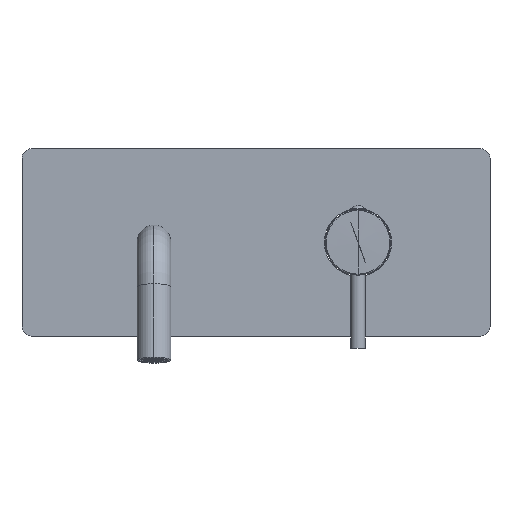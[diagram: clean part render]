
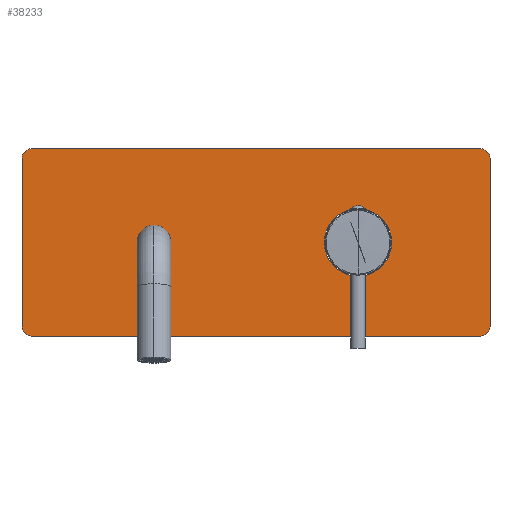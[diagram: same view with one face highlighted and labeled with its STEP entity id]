
A CAD part, top view. The second image highlights one B-rep face of the part: STEP entity #38233.
In plain terms, the highlighted planar face has unit normal (0, 0, 1).
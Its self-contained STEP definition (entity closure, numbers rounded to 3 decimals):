
#27886=CARTESIAN_POINT('',(65.5,45.,50.));
#27887=DIRECTION('',(0.,0.,1.));
#27888=DIRECTION('',(1.,0.,0.));
#27889=AXIS2_PLACEMENT_3D('',#27886,#27887,#27888);
#27891=DIRECTION('',(0.,1.,0.));
#27892=VECTOR('',#27891,90.);
#27893=CARTESIAN_POINT('',(70.5,-45.,50.));
#27894=LINE('',#27893,#27892);
#27895=CARTESIAN_POINT('',(65.5,-45.,50.));
#27896=DIRECTION('',(0.,0.,1.));
#27897=DIRECTION('',(0.,-1.,0.));
#27898=AXIS2_PLACEMENT_3D('',#27895,#27896,#27897);
#27900=DIRECTION('',(1.,0.,0.));
#27901=VECTOR('',#27900,240.);
#27902=CARTESIAN_POINT('',(-174.5,-50.,50.));
#27903=LINE('',#27902,#27901);
#27904=CARTESIAN_POINT('',(-174.5,-45.,50.));
#27905=DIRECTION('',(0.,0.,1.));
#27906=DIRECTION('',(-1.,0.,0.));
#27907=AXIS2_PLACEMENT_3D('',#27904,#27905,#27906);
#27909=DIRECTION('',(0.,-1.,0.));
#27910=VECTOR('',#27909,90.);
#27911=CARTESIAN_POINT('',(-179.5,45.,50.));
#27912=LINE('',#27911,#27910);
#27913=CARTESIAN_POINT('',(-174.5,45.,50.));
#27914=DIRECTION('',(0.,0.,1.));
#27915=DIRECTION('',(0.,1.,0.));
#27916=AXIS2_PLACEMENT_3D('',#27913,#27914,#27915);
#27918=DIRECTION('',(-1.,0.,0.));
#27919=VECTOR('',#27918,240.);
#27920=CARTESIAN_POINT('',(65.5,50.,50.));
#27921=LINE('',#27920,#27919);
#27922=CARTESIAN_POINT('',(0.,0.,50.));
#27923=DIRECTION('',(0.,0.,-1.));
#27924=DIRECTION('',(1.,0.,0.));
#27925=AXIS2_PLACEMENT_3D('',#27922,#27923,#27924);
#27927=CARTESIAN_POINT('',(0.,0.,50.));
#27928=DIRECTION('',(0.,0.,-1.));
#27929=DIRECTION('',(-1.,0.,0.));
#27930=AXIS2_PLACEMENT_3D('',#27927,#27928,#27929);
#27932=CARTESIAN_POINT('',(-109.,0.,50.));
#27933=DIRECTION('',(0.,0.,1.));
#27934=DIRECTION('',(0.,-1.,0.));
#27935=AXIS2_PLACEMENT_3D('',#27932,#27933,#27934);
#27937=CARTESIAN_POINT('',(-109.,0.,50.));
#27938=DIRECTION('',(0.,0.,1.));
#27939=DIRECTION('',(0.,1.,0.));
#27940=AXIS2_PLACEMENT_3D('',#27937,#27938,#27939);
#36261=CARTESIAN_POINT('',(18.,0.,50.));
#36262=CARTESIAN_POINT('',(-18.,0.,50.));
#36263=VERTEX_POINT('',#36261);
#36264=VERTEX_POINT('',#36262);
#36269=CARTESIAN_POINT('',(70.5,45.,50.));
#36270=VERTEX_POINT('',#36269);
#36271=CARTESIAN_POINT('',(65.5,50.,50.));
#36272=VERTEX_POINT('',#36271);
#36277=CARTESIAN_POINT('',(-174.5,50.,50.));
#36278=VERTEX_POINT('',#36277);
#36279=CARTESIAN_POINT('',(-179.5,45.,50.));
#36280=VERTEX_POINT('',#36279);
#36285=CARTESIAN_POINT('',(-179.5,-45.,50.));
#36286=VERTEX_POINT('',#36285);
#36287=CARTESIAN_POINT('',(-174.5,-50.,50.));
#36288=VERTEX_POINT('',#36287);
#36293=CARTESIAN_POINT('',(65.5,-50.,50.));
#36294=VERTEX_POINT('',#36293);
#36295=CARTESIAN_POINT('',(70.5,-45.,50.));
#36296=VERTEX_POINT('',#36295);
#36361=CARTESIAN_POINT('',(-109.,-9.,50.));
#36362=CARTESIAN_POINT('',(-109.,9.,50.));
#36363=VERTEX_POINT('',#36361);
#36364=VERTEX_POINT('',#36362);
#38199=CARTESIAN_POINT('',(0.,0.,50.));
#38200=DIRECTION('',(0.,0.,1.));
#38201=DIRECTION('',(1.,0.,0.));
#38202=AXIS2_PLACEMENT_3D('',#38199,#38200,#38201);
#38203=PLANE('',#38202);
#38205=ORIENTED_EDGE('',*,*,#38204,.F.);
#38207=ORIENTED_EDGE('',*,*,#38206,.F.);
#38209=ORIENTED_EDGE('',*,*,#38208,.F.);
#38211=ORIENTED_EDGE('',*,*,#38210,.F.);
#38213=ORIENTED_EDGE('',*,*,#38212,.F.);
#38215=ORIENTED_EDGE('',*,*,#38214,.F.);
#38217=ORIENTED_EDGE('',*,*,#38216,.F.);
#38219=ORIENTED_EDGE('',*,*,#38218,.F.);
#38220=EDGE_LOOP('',(#38205,#38207,#38209,#38211,#38213,#38215,#38217,#38219));
#38221=FACE_OUTER_BOUND('',#38220,.F.);
#38223=ORIENTED_EDGE('',*,*,#38222,.F.);
#38225=ORIENTED_EDGE('',*,*,#38224,.F.);
#38226=EDGE_LOOP('',(#38223,#38225));
#38227=FACE_BOUND('',#38226,.F.);
#38229=ORIENTED_EDGE('',*,*,#38228,.T.);
#38230=ORIENTED_EDGE('',*,*,#38176,.T.);
#38231=EDGE_LOOP('',(#38229,#38230));
#38232=FACE_BOUND('',#38231,.F.);
#38233=ADVANCED_FACE('',(#38221,#38227,#38232),#38203,.T.);
#27890=CIRCLE('',#27889,5.);
#27899=CIRCLE('',#27898,5.);
#27908=CIRCLE('',#27907,5.);
#27917=CIRCLE('',#27916,5.);
#27926=CIRCLE('',#27925,18.);
#27931=CIRCLE('',#27930,18.);
#27936=CIRCLE('',#27935,9.);
#27941=CIRCLE('',#27940,9.);
#38176=EDGE_CURVE('',#36364,#36363,#27941,.T.);
#38204=EDGE_CURVE('',#36270,#36272,#27890,.T.);
#38206=EDGE_CURVE('',#36296,#36270,#27894,.T.);
#38208=EDGE_CURVE('',#36294,#36296,#27899,.T.);
#38210=EDGE_CURVE('',#36288,#36294,#27903,.T.);
#38212=EDGE_CURVE('',#36286,#36288,#27908,.T.);
#38214=EDGE_CURVE('',#36280,#36286,#27912,.T.);
#38216=EDGE_CURVE('',#36278,#36280,#27917,.T.);
#38218=EDGE_CURVE('',#36272,#36278,#27921,.T.);
#38222=EDGE_CURVE('',#36263,#36264,#27926,.T.);
#38224=EDGE_CURVE('',#36264,#36263,#27931,.T.);
#38228=EDGE_CURVE('',#36363,#36364,#27936,.T.);
